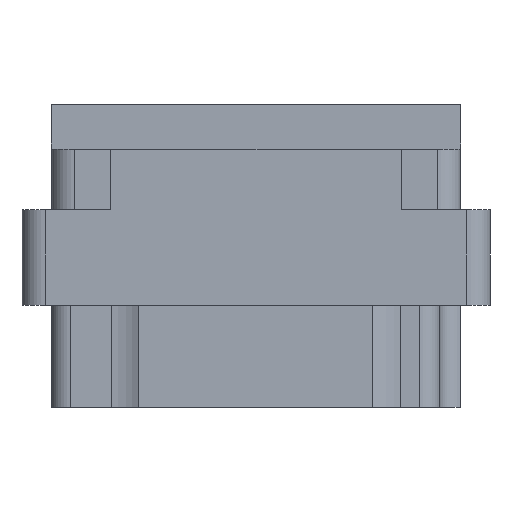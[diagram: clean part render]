
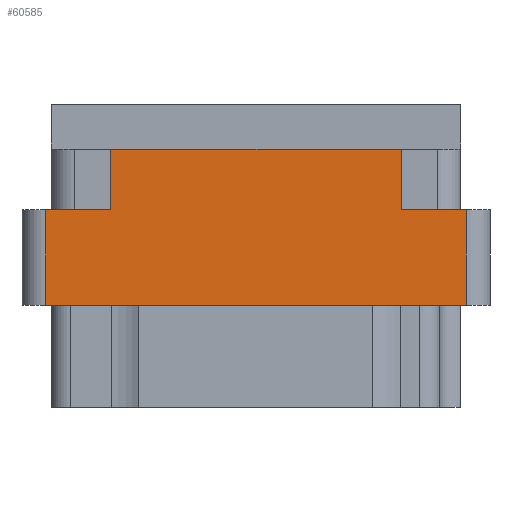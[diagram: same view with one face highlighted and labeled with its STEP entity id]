
A CAD part, left-side view. The second image highlights one B-rep face of the part: STEP entity #60585.
In plain terms, the highlighted planar face has unit normal (-1, 0, 0).
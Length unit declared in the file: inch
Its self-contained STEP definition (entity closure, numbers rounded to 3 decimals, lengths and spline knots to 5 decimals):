
#377 = EDGE_CURVE ( 'NONE', #13270, #24208, #46801, .T. ) ;
#512 = EDGE_CURVE ( 'NONE', #2968, #53068, #9899, .T. ) ;
#703 = LINE ( 'NONE', #25001, #25766 ) ;
#1403 = DIRECTION ( 'NONE',  ( 0., 0., 1. ) ) ;
#2043 = ORIENTED_EDGE ( 'NONE', *, *, #11409, .T. ) ;
#2229 = CARTESIAN_POINT ( 'NONE',  ( -1.359, 0., -0.529 ) ) ;
#2968 = VERTEX_POINT ( 'NONE', #34241 ) ;
#3300 = CARTESIAN_POINT ( 'NONE',  ( -1.359, 0., -0.277 ) ) ;
#3465 = VERTEX_POINT ( 'NONE', #64807 ) ;
#3917 = CARTESIAN_POINT ( 'NONE',  ( -1.359, -0.555, -0.277 ) ) ;
#4024 = EDGE_CURVE ( 'NONE', #13795, #50718, #57366, .T. ) ;
#5125 = DIRECTION ( 'NONE',  ( 0., -1., 0. ) ) ;
#5752 = CARTESIAN_POINT ( 'NONE',  ( -1.359, -0.555, -0.798 ) ) ;
#9090 = FACE_OUTER_BOUND ( 'NONE', #51485, .T. ) ;
#9767 = EDGE_CURVE ( 'NONE', #62781, #13795, #28553, .T. ) ;
#9899 = LINE ( 'NONE', #3300, #54645 ) ;
#11409 = EDGE_CURVE ( 'NONE', #3465, #24208, #34554, .T. ) ;
#12076 = DIRECTION ( 'NONE',  ( 0., 0., 1. ) ) ;
#13105 = LINE ( 'NONE', #25748, #62513 ) ;
#13218 = ORIENTED_EDGE ( 'NONE', *, *, #4024, .F. ) ;
#13270 = VERTEX_POINT ( 'NONE', #60486 ) ;
#13795 = VERTEX_POINT ( 'NONE', #47020 ) ;
#14477 = VECTOR ( 'NONE', #12076, 39.37008 ) ;
#16614 = DIRECTION ( 'NONE',  ( -1., 0., 0. ) ) ;
#18435 = EDGE_CURVE ( 'NONE', #2968, #50718, #703, .T. ) ;
#22796 = ORIENTED_EDGE ( 'NONE', *, *, #377, .F. ) ;
#23054 = CARTESIAN_POINT ( 'NONE',  ( -1.359, 0.617, -0.117 ) ) ;
#24208 = VERTEX_POINT ( 'NONE', #28637 ) ;
#25001 = CARTESIAN_POINT ( 'NONE',  ( -1.359, -0.3825, -0.277 ) ) ;
#25748 = CARTESIAN_POINT ( 'NONE',  ( -1.359, 0., -0.277 ) ) ;
#25766 = VECTOR ( 'NONE', #54842, 39.37008 ) ;
#27305 = CARTESIAN_POINT ( 'NONE',  ( -1.359, -0.617, -0.798 ) ) ;
#27580 = AXIS2_PLACEMENT_3D ( 'NONE', #27305, #16614, #32112 ) ;
#28553 = LINE ( 'NONE', #42791, #14477 ) ;
#28637 = CARTESIAN_POINT ( 'NONE',  ( -1.359, 0.555, -0.529 ) ) ;
#30100 = DIRECTION ( 'NONE',  ( 0., 0., -1. ) ) ;
#32112 = DIRECTION ( 'NONE',  ( 0., 0., 1. ) ) ;
#32909 = ORIENTED_EDGE ( 'NONE', *, *, #9767, .F. ) ;
#32957 = ORIENTED_EDGE ( 'NONE', *, *, #40892, .T. ) ;
#34241 = CARTESIAN_POINT ( 'NONE',  ( -1.359, -0.3825, -0.277 ) ) ;
#34248 = VECTOR ( 'NONE', #37060, 39.37008 ) ;
#34554 = LINE ( 'NONE', #59928, #36902 ) ;
#36902 = VECTOR ( 'NONE', #30100, 39.37008 ) ;
#37060 = DIRECTION ( 'NONE',  ( 0., 1., 0. ) ) ;
#37923 = LINE ( 'NONE', #5752, #44274 ) ;
#38554 = VECTOR ( 'NONE', #53532, 39.37008 ) ;
#40892 = EDGE_CURVE ( 'NONE', #13270, #53068, #37923, .T. ) ;
#42791 = CARTESIAN_POINT ( 'NONE',  ( -1.359, 0.3825, -0.277 ) ) ;
#44132 = CARTESIAN_POINT ( 'NONE',  ( -1.359, 0.3825, -0.277 ) ) ;
#44274 = VECTOR ( 'NONE', #1403, 39.37008 ) ;
#46314 = ORIENTED_EDGE ( 'NONE', *, *, #512, .F. ) ;
#46801 = LINE ( 'NONE', #2229, #34248 ) ;
#46860 = EDGE_CURVE ( 'NONE', #3465, #62781, #13105, .T. ) ;
#46881 = PLANE ( 'NONE',  #27580 ) ;
#47020 = CARTESIAN_POINT ( 'NONE',  ( -1.359, 0.3825, -0.117 ) ) ;
#47633 = DIRECTION ( 'NONE',  ( 0., -1., 0. ) ) ;
#48426 = CARTESIAN_POINT ( 'NONE',  ( -1.359, -0.3825, -0.117 ) ) ;
#49707 = ORIENTED_EDGE ( 'NONE', *, *, #46860, .F. ) ;
#50718 = VERTEX_POINT ( 'NONE', #48426 ) ;
#51485 = EDGE_LOOP ( 'NONE', ( #49707, #2043, #22796, #32957, #46314, #63704, #13218, #32909 ) ) ;
#53068 = VERTEX_POINT ( 'NONE', #3917 ) ;
#53532 = DIRECTION ( 'NONE',  ( 0., -1., 0. ) ) ;
#54645 = VECTOR ( 'NONE', #47633, 39.37008 ) ;
#54842 = DIRECTION ( 'NONE',  ( 0., 0., 1. ) ) ;
#57366 = LINE ( 'NONE', #23054, #38554 ) ;
#59928 = CARTESIAN_POINT ( 'NONE',  ( -1.359, 0.555, -0.798 ) ) ;
#60486 = CARTESIAN_POINT ( 'NONE',  ( -1.359, -0.555, -0.529 ) ) ;
#60585 = ADVANCED_FACE ( 'NONE', ( #9090 ), #46881, .T. ) ;
#62513 = VECTOR ( 'NONE', #5125, 39.37008 ) ;
#62781 = VERTEX_POINT ( 'NONE', #44132 ) ;
#63704 = ORIENTED_EDGE ( 'NONE', *, *, #18435, .T. ) ;
#64807 = CARTESIAN_POINT ( 'NONE',  ( -1.359, 0.555, -0.277 ) ) ;
